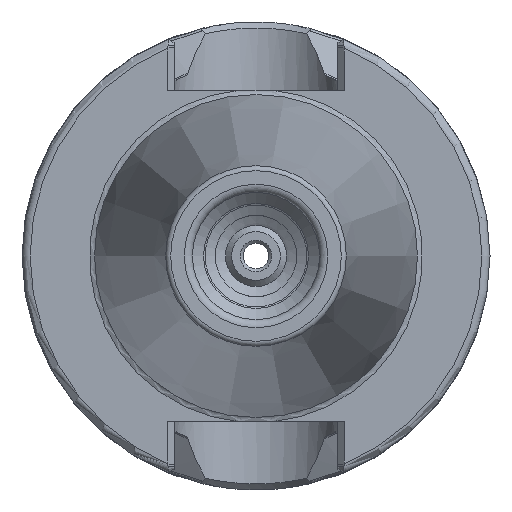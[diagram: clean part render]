
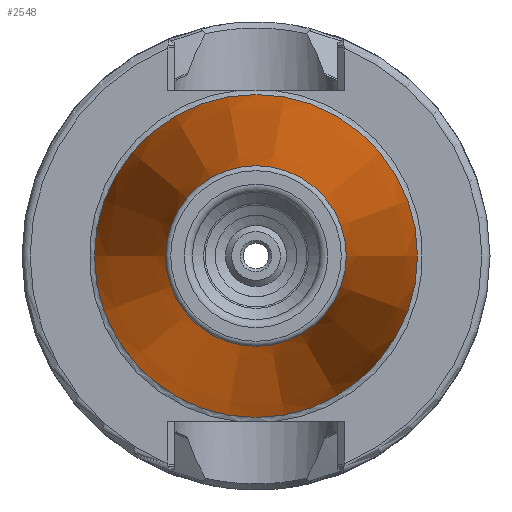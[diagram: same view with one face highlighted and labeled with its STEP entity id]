
A CAD part, left-side view. The second image highlights one B-rep face of the part: STEP entity #2548.
In plain terms, the highlighted conical face has half-angle 8.297 degrees and reference radius 12.377 mm.
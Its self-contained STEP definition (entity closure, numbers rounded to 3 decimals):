
#196=CONICAL_SURFACE('',#2884,12.377,0.145);
#307=FACE_OUTER_BOUND('',#472,.T.);
#472=EDGE_LOOP('',(#2144,#2145,#2146,#2147,#2148));
#701=LINE('',#5500,#841);
#841=VECTOR('',#3431,12.377);
#973=CIRCLE('',#2880,8.879);
#974=CIRCLE('',#2881,8.879);
#977=CIRCLE('',#2885,15.875);
#1196=VERTEX_POINT('',#5490);
#1197=VERTEX_POINT('',#5491);
#1199=VERTEX_POINT('',#5498);
#1526=EDGE_CURVE('',#1196,#1197,#973,.T.);
#1527=EDGE_CURVE('',#1197,#1196,#974,.T.);
#1530=EDGE_CURVE('',#1199,#1199,#977,.T.);
#1531=EDGE_CURVE('',#1199,#1196,#701,.T.);
#2144=ORIENTED_EDGE('',*,*,#1530,.F.);
#2145=ORIENTED_EDGE('',*,*,#1531,.T.);
#2146=ORIENTED_EDGE('',*,*,#1526,.T.);
#2147=ORIENTED_EDGE('',*,*,#1527,.T.);
#2148=ORIENTED_EDGE('',*,*,#1531,.F.);
#2548=ADVANCED_FACE('',(#307),#196,.T.);
#2880=AXIS2_PLACEMENT_3D('',#5492,#3419,#3420);
#2881=AXIS2_PLACEMENT_3D('',#5493,#3421,#3422);
#2884=AXIS2_PLACEMENT_3D('',#5497,#3427,#3428);
#2885=AXIS2_PLACEMENT_3D('',#5499,#3429,#3430);
#3419=DIRECTION('center_axis',(1.,0.,0.));
#3420=DIRECTION('ref_axis',(0.,0.,-1.));
#3421=DIRECTION('center_axis',(1.,0.,0.));
#3422=DIRECTION('ref_axis',(0.,0.,-1.));
#3427=DIRECTION('center_axis',(1.,0.,0.));
#3428=DIRECTION('ref_axis',(0.,1.,0.));
#3429=DIRECTION('center_axis',(1.,0.,0.));
#3430=DIRECTION('ref_axis',(0.,0.,-1.));
#3431=DIRECTION('',(-0.99,0.144,0.));
#5490=CARTESIAN_POINT('',(-47.972,-8.879,0.));
#5491=CARTESIAN_POINT('',(-47.972,0.,8.879));
#5492=CARTESIAN_POINT('Origin',(-47.972,0.,
0.));
#5493=CARTESIAN_POINT('Origin',(-47.972,0.,
0.));
#5497=CARTESIAN_POINT('Origin',(-23.986,0.,
0.));
#5498=CARTESIAN_POINT('',(0.,-15.875,0.));
#5499=CARTESIAN_POINT('Origin',(0.,0.,
0.));
#5500=CARTESIAN_POINT('',(-23.986,-12.377,0.));
